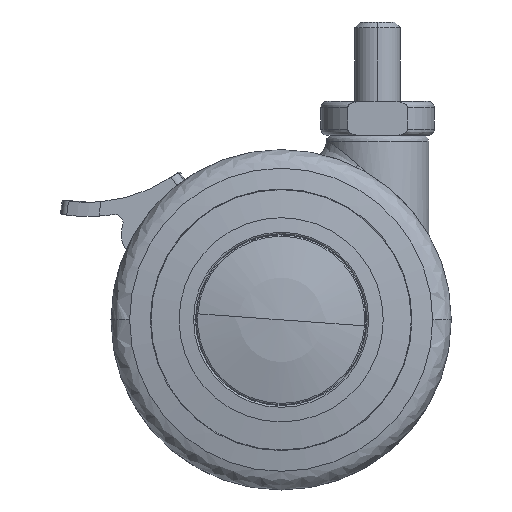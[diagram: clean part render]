
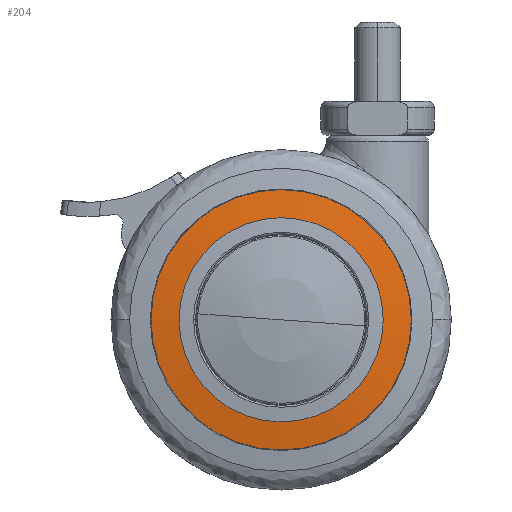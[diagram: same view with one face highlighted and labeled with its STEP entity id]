
A CAD part, front view. The second image highlights one B-rep face of the part: STEP entity #204.
In plain terms, the highlighted spherical face has radius 148.8 mm.
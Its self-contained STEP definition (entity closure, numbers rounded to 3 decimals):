
#204=ADVANCED_FACE('',(#512,#513),#511,.T.);
#511=SPHERICAL_SURFACE('',#3101,148.8);
#512=FACE_OUTER_BOUND('',#3102,.T.);
#513=FACE_BOUND('',#3103,.T.);
#3098=CARTESIAN_POINT('',(0.,0.,-134.74));
#3099=DIRECTION('',(-1.,0.,0.));
#3100=DIRECTION('',(0.,-0.154,0.988));
#3101=AXIS2_PLACEMENT_3D('',#3098,#3099,#3100);
#3102=EDGE_LOOP('',(#5832,#5833));
#3103=EDGE_LOOP('',(#5834,#5835,#5836));
#5832=ORIENTED_EDGE('',*,*,#6973,.T.);
#5833=ORIENTED_EDGE('',*,*,#6974,.T.);
#5834=ORIENTED_EDGE('',*,*,#6975,.F.);
#5835=ORIENTED_EDGE('',*,*,#6976,.F.);
#5836=ORIENTED_EDGE('',*,*,#6977,.F.);
#6973=EDGE_CURVE('',#7765,#7766,#7767,.T.);
#6974=EDGE_CURVE('',#7766,#7765,#7773,.T.);
#6975=EDGE_CURVE('',#7779,#7780,#7781,.T.);
#6976=EDGE_CURVE('',#7787,#7779,#7788,.T.);
#6977=EDGE_CURVE('',#7780,#7787,#7794,.T.);
#7765=VERTEX_POINT('',#11508);
#7766=VERTEX_POINT('',#11509);
#7767=CIRCLE('',#11513,22.95);
#7773=CIRCLE('',#11517,22.95);
#7779=VERTEX_POINT('',#11518);
#7780=VERTEX_POINT('',#11519);
#7781=CIRCLE('',#11523,18.);
#7787=VERTEX_POINT('',#11524);
#7788=CIRCLE('',#11528,18.);
#7794=CIRCLE('',#11532,18.);
#11508=CARTESIAN_POINT('',(22.95,0.,12.28));
#11509=CARTESIAN_POINT('',(-22.95,0.,12.28));
#11510=CARTESIAN_POINT('',(0.,0.,12.28));
#11511=DIRECTION('',(0.,0.,1.));
#11512=DIRECTION('',(1.,0.,0.));
#11513=AXIS2_PLACEMENT_3D('',#11510,#11511,#11512);
#11514=CARTESIAN_POINT('',(0.,0.,12.28));
#11515=DIRECTION('',(0.,0.,1.));
#11516=DIRECTION('',(1.,0.,0.));
#11517=AXIS2_PLACEMENT_3D('',#11514,#11515,#11516);
#11518=CARTESIAN_POINT('',(-18.,0.,12.967));
#11519=CARTESIAN_POINT('',(0.,-18.,12.967));
#11520=CARTESIAN_POINT('',(0.,0.,12.967));
#11521=DIRECTION('',(0.,0.,1.));
#11522=DIRECTION('',(0.,-1.,0.));
#11523=AXIS2_PLACEMENT_3D('',#11520,#11521,#11522);
#11524=CARTESIAN_POINT('',(18.,0.002,12.967));
#11525=CARTESIAN_POINT('',(0.,0.,12.967));
#11526=DIRECTION('',(0.,0.,1.));
#11527=DIRECTION('',(0.,-1.,0.));
#11528=AXIS2_PLACEMENT_3D('',#11525,#11526,#11527);
#11529=CARTESIAN_POINT('',(0.,0.,12.967));
#11530=DIRECTION('',(0.,0.,1.));
#11531=DIRECTION('',(0.,-1.,0.));
#11532=AXIS2_PLACEMENT_3D('',#11529,#11530,#11531);
